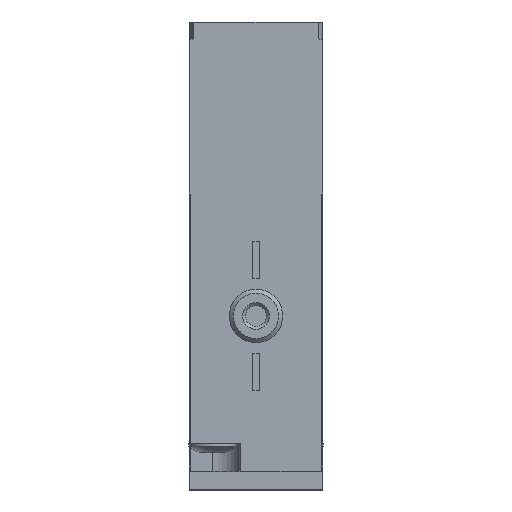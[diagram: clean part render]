
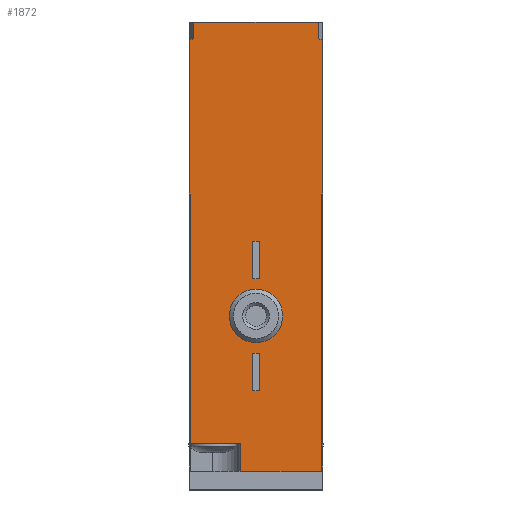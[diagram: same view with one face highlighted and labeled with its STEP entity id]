
A CAD part, top view. The second image highlights one B-rep face of the part: STEP entity #1872.
In plain terms, the highlighted face is planar.
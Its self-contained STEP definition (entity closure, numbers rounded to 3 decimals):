
#69=PLANE('',#2057);
#181=CIRCLE('',#2058,15.);
#182=CIRCLE('',#2059,15.);
#183=CIRCLE('',#2060,2.);
#404=ORIENTED_EDGE('',*,*,#879,.F.);
#405=ORIENTED_EDGE('',*,*,#880,.F.);
#406=ORIENTED_EDGE('',*,*,#844,.F.);
#407=ORIENTED_EDGE('',*,*,#850,.F.);
#408=ORIENTED_EDGE('',*,*,#881,.F.);
#409=ORIENTED_EDGE('',*,*,#882,.T.);
#410=ORIENTED_EDGE('',*,*,#883,.T.);
#411=ORIENTED_EDGE('',*,*,#884,.T.);
#412=ORIENTED_EDGE('',*,*,#871,.F.);
#413=ORIENTED_EDGE('',*,*,#885,.F.);
#414=ORIENTED_EDGE('',*,*,#886,.T.);
#415=ORIENTED_EDGE('',*,*,#887,.T.);
#416=ORIENTED_EDGE('',*,*,#888,.F.);
#417=ORIENTED_EDGE('',*,*,#863,.F.);
#418=ORIENTED_EDGE('',*,*,#889,.T.);
#419=ORIENTED_EDGE('',*,*,#890,.F.);
#420=ORIENTED_EDGE('',*,*,#891,.F.);
#421=ORIENTED_EDGE('',*,*,#892,.F.);
#422=ORIENTED_EDGE('',*,*,#893,.F.);
#423=ORIENTED_EDGE('',*,*,#894,.F.);
#424=ORIENTED_EDGE('',*,*,#895,.F.);
#425=ORIENTED_EDGE('',*,*,#896,.F.);
#426=ORIENTED_EDGE('',*,*,#897,.F.);
#844=EDGE_CURVE('',#1088,#1089,#1221,.T.);
#850=EDGE_CURVE('',#1094,#1088,#1226,.T.);
#863=EDGE_CURVE('',#1105,#1101,#1239,.T.);
#871=EDGE_CURVE('',#1113,#1110,#1246,.T.);
#879=EDGE_CURVE('',#1120,#1105,#1250,.T.);
#880=EDGE_CURVE('',#1089,#1120,#1251,.T.);
#881=EDGE_CURVE('',#1121,#1094,#1252,.T.);
#882=EDGE_CURVE('',#1121,#1122,#1253,.T.);
#883=EDGE_CURVE('',#1122,#1123,#181,.T.);
#884=EDGE_CURVE('',#1123,#1110,#1254,.T.);
#885=EDGE_CURVE('',#1124,#1113,#1255,.T.);
#886=EDGE_CURVE('',#1124,#1125,#182,.T.);
#887=EDGE_CURVE('',#1125,#1126,#1256,.T.);
#888=EDGE_CURVE('',#1101,#1126,#1257,.T.);
#889=EDGE_CURVE('',#1127,#1127,#183,.F.);
#890=EDGE_CURVE('',#1128,#1129,#1258,.T.);
#891=EDGE_CURVE('',#1130,#1128,#1259,.T.);
#892=EDGE_CURVE('',#1131,#1130,#1260,.T.);
#893=EDGE_CURVE('',#1129,#1131,#1261,.T.);
#894=EDGE_CURVE('',#1132,#1133,#1262,.T.);
#895=EDGE_CURVE('',#1134,#1132,#1263,.T.);
#896=EDGE_CURVE('',#1135,#1134,#1264,.T.);
#897=EDGE_CURVE('',#1133,#1135,#1265,.T.);
#1088=VERTEX_POINT('',#3060);
#1089=VERTEX_POINT('',#3062);
#1094=VERTEX_POINT('',#3074);
#1101=VERTEX_POINT('',#3089);
#1105=VERTEX_POINT('',#3098);
#1110=VERTEX_POINT('',#3111);
#1113=VERTEX_POINT('',#3116);
#1120=VERTEX_POINT('',#3145);
#1121=VERTEX_POINT('',#3148);
#1122=VERTEX_POINT('',#3150);
#1123=VERTEX_POINT('',#3152);
#1124=VERTEX_POINT('',#3155);
#1125=VERTEX_POINT('',#3157);
#1126=VERTEX_POINT('',#3159);
#1127=VERTEX_POINT('',#3162);
#1128=VERTEX_POINT('',#3164);
#1129=VERTEX_POINT('',#3165);
#1130=VERTEX_POINT('',#3167);
#1131=VERTEX_POINT('',#3169);
#1132=VERTEX_POINT('',#3172);
#1133=VERTEX_POINT('',#3173);
#1134=VERTEX_POINT('',#3175);
#1135=VERTEX_POINT('',#3177);
#1221=LINE('',#3061,#1356);
#1226=LINE('',#3073,#1361);
#1239=LINE('',#3099,#1374);
#1246=LINE('',#3117,#1381);
#1250=LINE('',#3144,#1385);
#1251=LINE('',#3146,#1386);
#1252=LINE('',#3147,#1387);
#1253=LINE('',#3149,#1388);
#1254=LINE('',#3153,#1389);
#1255=LINE('',#3154,#1390);
#1256=LINE('',#3158,#1391);
#1257=LINE('',#3160,#1392);
#1258=LINE('',#3163,#1393);
#1259=LINE('',#3166,#1394);
#1260=LINE('',#3168,#1395);
#1261=LINE('',#3170,#1396);
#1262=LINE('',#3171,#1397);
#1263=LINE('',#3174,#1398);
#1264=LINE('',#3176,#1399);
#1265=LINE('',#3178,#1400);
#1356=VECTOR('',#2351,1000.);
#1361=VECTOR('',#2360,1000.);
#1374=VECTOR('',#2375,1000.);
#1381=VECTOR('',#2388,1000.);
#1385=VECTOR('',#2404,1000.);
#1386=VECTOR('',#2405,1000.);
#1387=VECTOR('',#2406,1000.);
#1388=VECTOR('',#2407,1000.);
#1389=VECTOR('',#2410,1000.);
#1390=VECTOR('',#2411,1000.);
#1391=VECTOR('',#2414,1000.);
#1392=VECTOR('',#2415,1000.);
#1393=VECTOR('',#2418,1000.);
#1394=VECTOR('',#2419,1000.);
#1395=VECTOR('',#2420,1000.);
#1396=VECTOR('',#2421,1000.);
#1397=VECTOR('',#2422,1000.);
#1398=VECTOR('',#2423,1000.);
#1399=VECTOR('',#2424,1000.);
#1400=VECTOR('',#2425,1000.);
#1529=EDGE_LOOP('',(#404,#405,#406,#407,#408,#409,#410,#411,#412,#413,#414,
#415,#416,#417));
#1530=EDGE_LOOP('',(#418));
#1531=EDGE_LOOP('',(#419,#420,#421,#422));
#1532=EDGE_LOOP('',(#423,#424,#425,#426));
#1687=FACE_BOUND('',#1529,.T.);
#1688=FACE_BOUND('',#1530,.T.);
#1689=FACE_BOUND('',#1531,.T.);
#1690=FACE_BOUND('',#1532,.T.);
#1872=ADVANCED_FACE('',(#1687,#1688,#1689,#1690),#69,.T.);
#2057=AXIS2_PLACEMENT_3D('',#3143,#2402,#2403);
#2058=AXIS2_PLACEMENT_3D('',#3151,#2408,#2409);
#2059=AXIS2_PLACEMENT_3D('',#3156,#2412,#2413);
#2060=AXIS2_PLACEMENT_3D('',#3161,#2416,#2417);
#2351=DIRECTION('',(0.,0.,1.));
#2360=DIRECTION('',(0.,-1.,0.));
#2375=DIRECTION('',(0.,1.,0.));
#2388=DIRECTION('',(0.,0.,-1.));
#2402=DIRECTION('',(1.,0.,0.));
#2403=DIRECTION('',(0.,0.,-1.));
#2404=DIRECTION('',(0.,0.,1.));
#2405=DIRECTION('',(0.,1.,0.));
#2406=DIRECTION('',(0.,0.,1.));
#2407=DIRECTION('',(0.,1.,0.));
#2408=DIRECTION('',(1.,0.,0.));
#2409=DIRECTION('',(0.,0.,-1.));
#2410=DIRECTION('',(0.,1.,0.));
#2411=DIRECTION('',(0.,1.,0.));
#2412=DIRECTION('',(1.,0.,0.));
#2413=DIRECTION('',(0.,0.,-1.));
#2414=DIRECTION('',(0.,-1.,0.));
#2415=DIRECTION('',(0.,0.,1.));
#2416=DIRECTION('',(1.,0.,0.));
#2417=DIRECTION('',(0.,0.,-1.));
#2418=DIRECTION('',(0.,-1.,0.));
#2419=DIRECTION('',(0.,0.,1.));
#2420=DIRECTION('',(0.,1.,0.));
#2421=DIRECTION('',(0.,0.,-1.));
#2422=DIRECTION('',(0.,-1.,0.));
#2423=DIRECTION('',(0.,0.,1.));
#2424=DIRECTION('',(0.,1.,0.));
#2425=DIRECTION('',(0.,0.,-1.));
#3060=CARTESIAN_POINT('',(28.5,1.3,-4.9));
#3061=CARTESIAN_POINT('',(28.5,1.3,-4.9));
#3062=CARTESIAN_POINT('',(28.5,1.3,1.15));
#3073=CARTESIAN_POINT('',(28.5,22.1,-4.9));
#3074=CARTESIAN_POINT('',(28.5,22.1,-4.9));
#3089=CARTESIAN_POINT('',(28.5,22.1,4.9));
#3098=CARTESIAN_POINT('',(28.5,3.4,4.9));
#3099=CARTESIAN_POINT('',(28.5,1.3,4.9));
#3111=CARTESIAN_POINT('',(28.5,35.,-4.65));
#3116=CARTESIAN_POINT('',(28.5,35.,4.65));
#3117=CARTESIAN_POINT('',(28.5,35.,4.65));
#3143=CARTESIAN_POINT('',(28.5,19.5,0.));
#3144=CARTESIAN_POINT('',(28.5,3.4,0.));
#3145=CARTESIAN_POINT('',(28.5,3.4,1.15));
#3146=CARTESIAN_POINT('',(28.5,1.3,1.15));
#3147=CARTESIAN_POINT('',(28.5,22.1,-7.));
#3148=CARTESIAN_POINT('',(28.5,22.1,-5.));
#3149=CARTESIAN_POINT('',(28.5,0.,-5.));
#3150=CARTESIAN_POINT('',(28.5,33.642,-5.));
#3151=CARTESIAN_POINT('',(28.5,19.5,0.));
#3152=CARTESIAN_POINT('',(28.5,33.761,-4.65));
#3153=CARTESIAN_POINT('',(28.5,30.,-4.65));
#3154=CARTESIAN_POINT('',(28.5,30.,4.65));
#3155=CARTESIAN_POINT('',(28.5,33.761,4.65));
#3156=CARTESIAN_POINT('',(28.5,19.5,0.));
#3157=CARTESIAN_POINT('',(28.5,33.642,5.));
#3158=CARTESIAN_POINT('',(28.5,33.642,5.));
#3159=CARTESIAN_POINT('',(28.5,22.1,5.));
#3160=CARTESIAN_POINT('',(28.5,22.1,4.9));
#3161=CARTESIAN_POINT('',(28.5,12.95,0.));
#3162=CARTESIAN_POINT('',(28.5,12.95,-2.));
#3163=CARTESIAN_POINT('',(28.5,10.15,0.25));
#3164=CARTESIAN_POINT('',(28.5,10.15,0.25));
#3165=CARTESIAN_POINT('',(28.5,7.35,0.25));
#3166=CARTESIAN_POINT('',(28.5,10.15,-0.25));
#3167=CARTESIAN_POINT('',(28.5,10.15,-0.25));
#3168=CARTESIAN_POINT('',(28.5,7.35,-0.25));
#3169=CARTESIAN_POINT('',(28.5,7.35,-0.25));
#3170=CARTESIAN_POINT('',(28.5,7.35,0.25));
#3171=CARTESIAN_POINT('',(28.5,18.55,0.25));
#3172=CARTESIAN_POINT('',(28.5,18.55,0.25));
#3173=CARTESIAN_POINT('',(28.5,15.75,0.25));
#3174=CARTESIAN_POINT('',(28.5,18.55,-0.25));
#3175=CARTESIAN_POINT('',(28.5,18.55,-0.25));
#3176=CARTESIAN_POINT('',(28.5,15.75,-0.25));
#3177=CARTESIAN_POINT('',(28.5,15.75,-0.25));
#3178=CARTESIAN_POINT('',(28.5,15.75,0.25));
